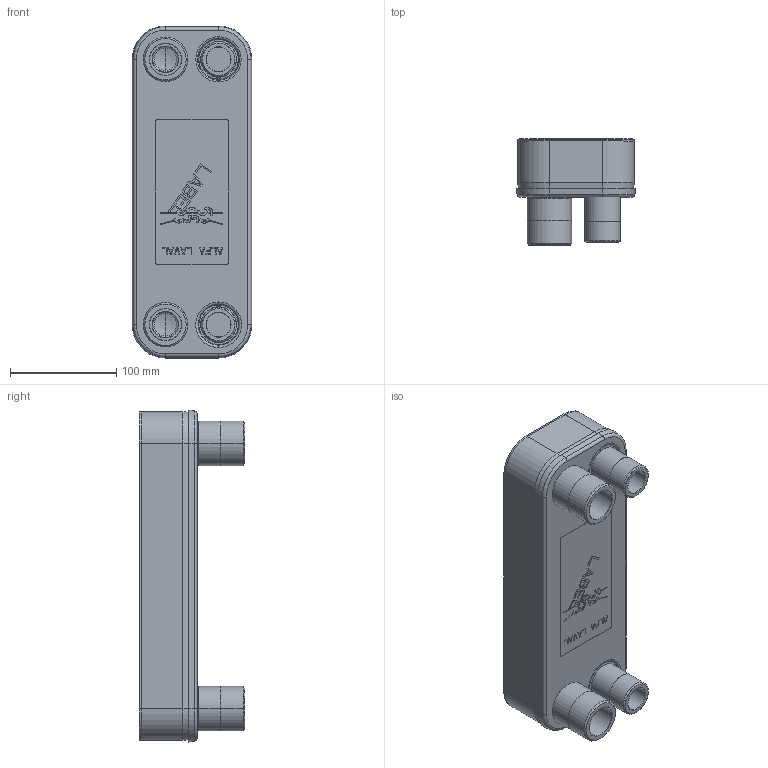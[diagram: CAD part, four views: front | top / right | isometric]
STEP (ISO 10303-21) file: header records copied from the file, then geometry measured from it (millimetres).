
FILE_DESCRIPTION((''),'2;1');
FILE_NAME('CB30_18M_3287083369_ASM','2015-04-18T',('CNSHIPU'),(''),'PRO/ENGINEER BY PARAMETRIC TECHNOLOGY CORPORATION, 2013230','PRO/ENGINEER BY PARAMETRIC TECHNOLOGY CORPORATION, 2013230','');
FILE_SCHEMA(('CONFIG_CONTROL_DESIGN'));
Length unit declared in the file: millimetre
Products named in the file (7): CB30_18_CH_BLOCK; CB30_FP_S1S2_32_S3S4_25; CB30_PP; 1626067; 1625764; LABEL_STD; CB30_18M_3287083369_ASM
Assembly tree (8 placements, depth 2):
  CB30_18M_3287083369_ASM
    CB30_18_CH_BLOCK
    CB30_FP_S1S2_32_S3S4_25
    CB30_PP
    1626067  x2
    1625764  x2
    LABEL_STD
Bounding box: 112.55 x 99.6 x 312.79 mm (x, y, z)
Volume: 1487966.9 mm3; surface area: 349647.9 mm2
Topology: 15 solids, 21 shells, 1945 faces, 5373 edges, 3500 vertices
Faces by surface type: plane 1533, cylinder 196, torus 112, cone 88, sphere 16
Entity records: 59411 total; most frequent: CARTESIAN_POINT 10551, ORIENTED_EDGE 10418, DIRECTION 9637, EDGE_CURVE 5213, VECTOR 4561, LINE 4561, VERTEX_POINT 3412, AXIS2_PLACEMENT_3D 2538
